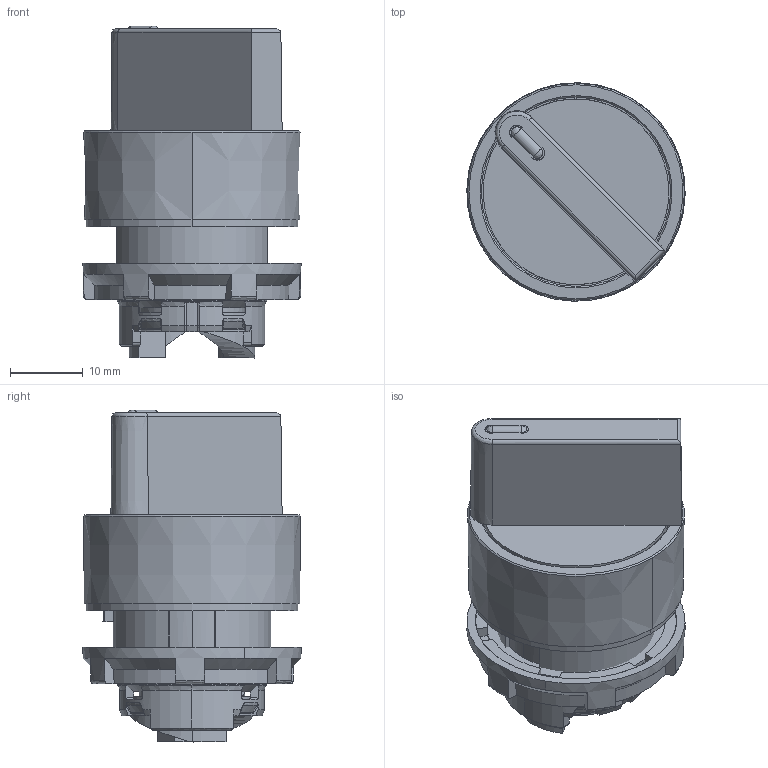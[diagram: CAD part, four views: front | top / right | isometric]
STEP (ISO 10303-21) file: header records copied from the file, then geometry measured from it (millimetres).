
FILE_DESCRIPTION (( 'STEP AP203' ), '1' );
FILE_NAME ('ECX4300.step', '2025-02-06T16:24:39', ( '' ), ( '' ), 'SwSTEP 2.0', 'SolidWorks 2024', '' );
FILE_SCHEMA (( 'CONFIG_CONTROL_DESIGN' ));
Length unit declared in the file: inch
Products named in the file (1): ECX4300
Bounding box: 29.99 x 29.99 x 45.6 mm (x, y, z)
Volume: 14428.8 mm3; surface area: 12731 mm2
Topology: 3 solids, 4 shells, 467 faces, 1270 edges, 810 vertices
Faces by surface type: plane 175, cylinder 145, bspline 81, cone 66
Entity records: 17693 total; most frequent: CARTESIAN_POINT 6375, ORIENTED_EDGE 2524, DIRECTION 2152, EDGE_CURVE 1262, AXIS2_PLACEMENT_3D 820, VERTEX_POINT 810, LINE 512, VECTOR 512
